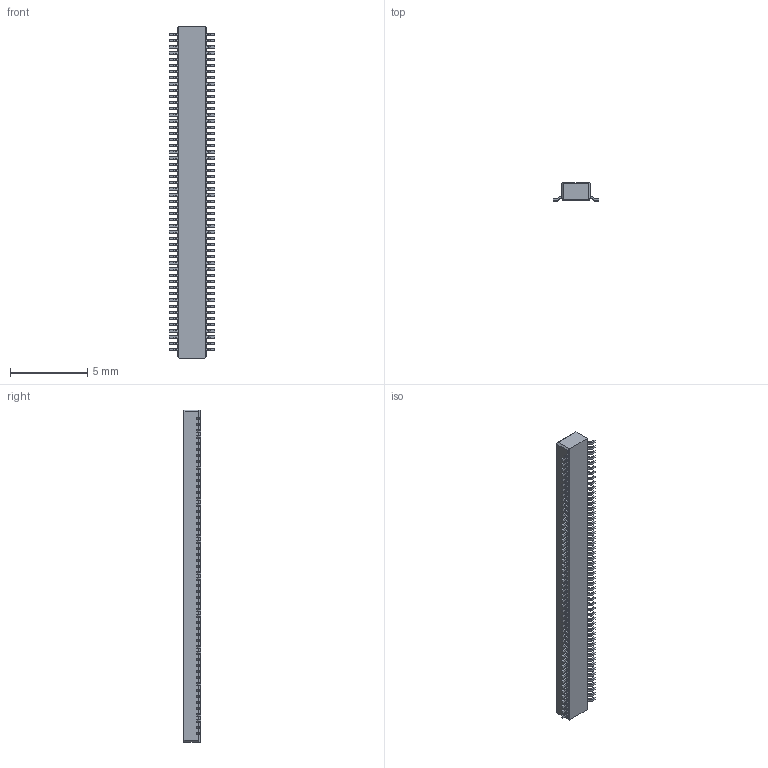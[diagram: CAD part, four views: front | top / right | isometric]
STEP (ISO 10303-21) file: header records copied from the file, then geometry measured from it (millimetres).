
FILE_DESCRIPTION(('OneSpaceDesigner STEP Export'),'2;1');
FILE_NAME('DF40C-100DP.stp','2007-07-10T20:57:35',(''),(''),'OneSpace Designer STEP processor for AP214 (Solid Model)','OneSpace Modeling 15.00A 14-Mar-2007 (C) CoCreate Software GmbH','');
FILE_SCHEMA(('AUTOMOTIVE_DESIGN { 1 0 10303 214 1 1 1 1 }'));
Length unit declared in the file: millimetre
Products named in the file (2): DF40C-100DP-0.4V
Assembly tree (1 placements, depth 2):
  DF40C-100DP-0.4V
    DF40C-100DP-0.4V
Bounding box: 2.97 x 1.14 x 21.52 mm (x, y, z)
Volume: 24.2 mm3; surface area: 195.9 mm2
Topology: 1 solids, 1 shells, 1323 faces, 3946 edges, 2628 vertices
Faces by surface type: plane 877, cylinder 438, cone 8
Entity records: 44297 total; most frequent: CARTESIAN_POINT 8025, ORIENTED_EDGE 7892, DIRECTION 7378, EDGE_CURVE 3946, VECTOR 3000, LINE 3000, VERTEX_POINT 2628, AXIS2_PLACEMENT_3D 2189
